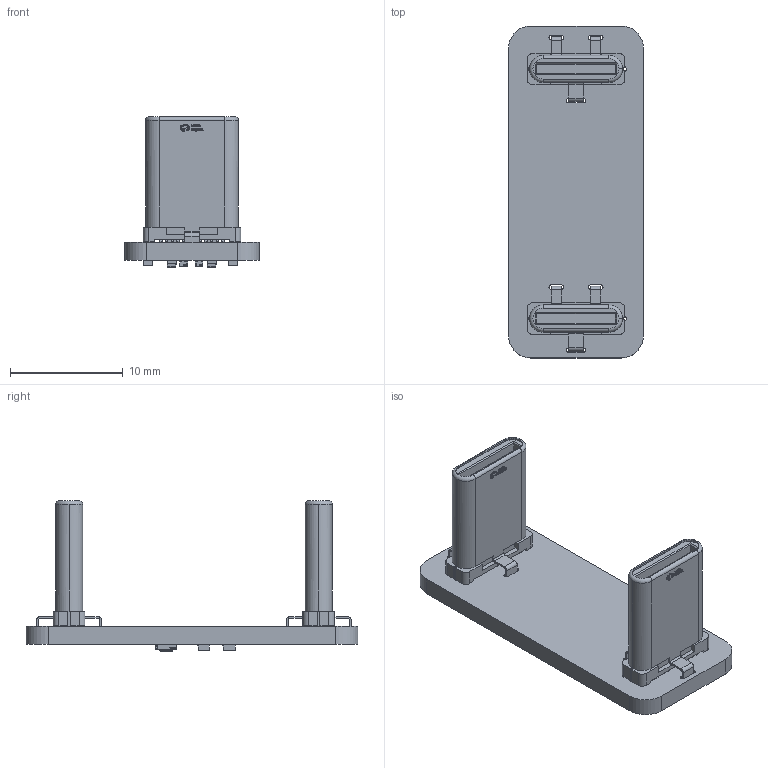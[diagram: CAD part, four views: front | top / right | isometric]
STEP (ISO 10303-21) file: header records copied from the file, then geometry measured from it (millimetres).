
FILE_DESCRIPTION(('Designed by EasyEDA Pro'),'2;1');
FILE_NAME('Open CASCADE Shape Model','2025-02-01T14:37:32',('Author'),( 'Open CASCADE'),'Open CASCADE STEP processor 7.8','Open CASCADE 7.8' ,'Unknown');
FILE_SCHEMA(('AUTOMOTIVE_DESIGN { 1 0 10303 214 1 1 1 1 }'));
Length unit declared in the file: millimetre
Products named in the file (20): HEZy-PCBModel; HEZy-TopTrack; HEZy-BottomTrack; HEZy-Board; HEZy-Top FPC Stiffener; HEZy-Bot FPC Stiffener; HEZy-R21-R0603; COMPOUND; HEZy-R20-R0603; HEZy-U8-LED0603-RD_GREEN; HEZy-U7-LED0603-RD_GREEN; HEZy-D5-SOD-882_L1.0-W0.6-BI; HEZy-D6-SOD-882_L1.0-W0.6-BI; HEZy-D7-SOD-882_L1.0-W0.6-BI; HEZy-D4-SOD-882_L1.0-W0.6-BI; HEZy-U10-CONN-TH_MC-239; HEZy-U9-CONN-TH_MC-239
Assembly tree (25 placements, depth 3):
  HEZy-PCBModel
    HEZy-TopTrack
    HEZy-BottomTrack
    HEZy-Board
    HEZy-Top FPC Stiffener
    HEZy-Bot FPC Stiffener
    HEZy-R21-R0603
      COMPOUND
    HEZy-R20-R0603
      COMPOUND
    HEZy-U8-LED0603-RD_GREEN
      COMPOUND
    HEZy-U7-LED0603-RD_GREEN
      COMPOUND
    HEZy-D5-SOD-882_L1.0-W0.6-BI
      COMPOUND
    HEZy-D6-SOD-882_L1.0-W0.6-BI
      COMPOUND
    HEZy-D7-SOD-882_L1.0-W0.6-BI
      COMPOUND
    HEZy-D4-SOD-882_L1.0-W0.6-BI
      COMPOUND
    HEZy-U10-CONN-TH_MC-239
      COMPOUND
    HEZy-U9-CONN-TH_MC-239
      COMPOUND
Bounding box: 11.97 x 29.47 x 13.35 mm (x, y, z)
Volume: 936.7 mm3; surface area: 2368.8 mm2
Topology: 77 solids, 77 shells, 3756 faces, 10078 edges, 6676 vertices
Faces by surface type: plane 2376, bspline 1072, cylinder 280, cone 16, torus 12
Entity records: 66734 total; most frequent: CARTESIAN_POINT 15849, ORIENTED_EDGE 8360, DIRECTION 5930, EDGE_CURVE 4180, LINE 3016, VECTOR 3016, VERTEX_POINT 2768, FACE_BOUND 1700
